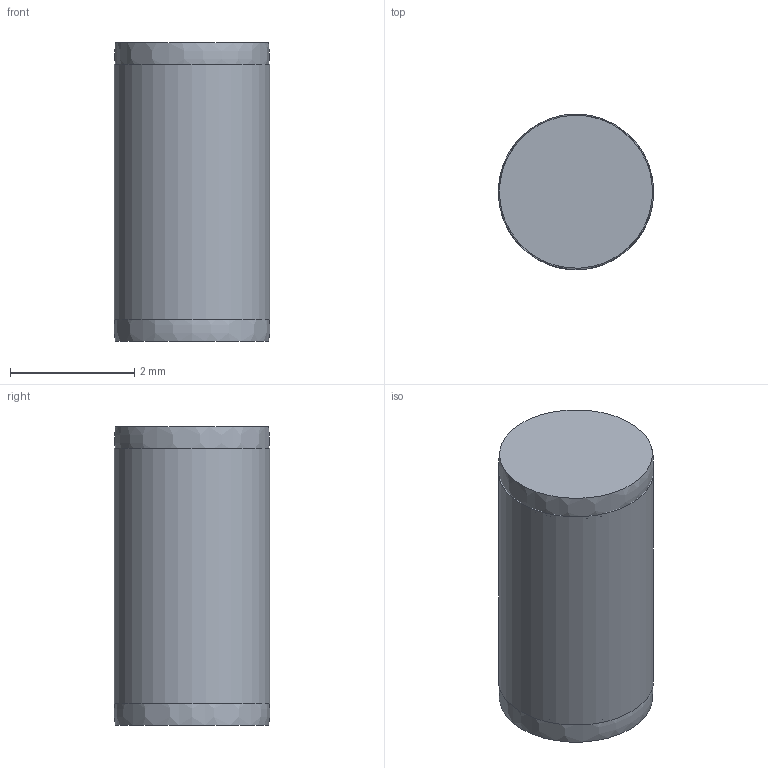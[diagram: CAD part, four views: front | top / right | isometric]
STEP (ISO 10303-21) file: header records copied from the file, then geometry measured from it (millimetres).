
FILE_DESCRIPTION(/* description */ (''),/* implementation_level */ '2;1');
FILE_NAME(/* name */ 'melf 01.stp',/* time_stamp */ '2017-11-06T12:00:51+01:00',/* author */ (''),/* organization */ (''),/* preprocessor_version */ 'ST-DEVELOPER v14',/* originating_system */ 'SIEMENS PLM Software NX 8.0',/* authorisation */ '');
FILE_SCHEMA (('CONFIG_CONTROL_DESIGN'));
Length unit declared in the file: millimetre
Products named in the file (1): melf 01
Bounding box: 2.5 x 2.5 x 4.8 mm (x, y, z)
Volume: 24 mm3; surface area: 67.3 mm2
Topology: 3 solids, 3 shells, 9 faces, 10 edges, 7 vertices
Faces by surface type: plane 6, bspline 2, cylinder 1
Full cylindrical faces by diameter (mm): 2.5 x1
Entity records: 280 total; most frequent: CARTESIAN_POINT 76, DIRECTION 28, AXIS2_PLACEMENT_3D 14, EDGE_LOOP 12, ORIENTED_EDGE 12, ADVANCED_FACE 9, PERSON_AND_ORGANIZATION 7, ORGANIZATION 7
